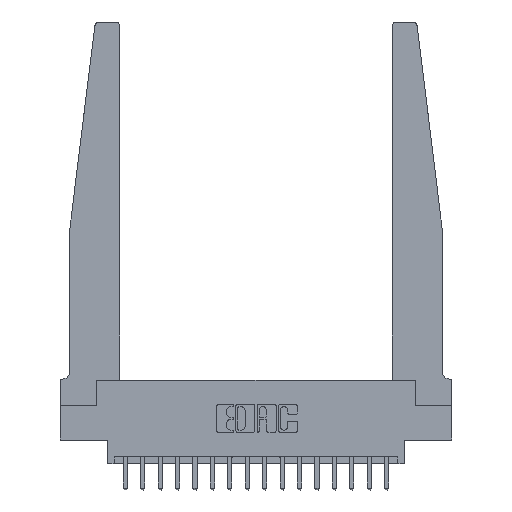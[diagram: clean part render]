
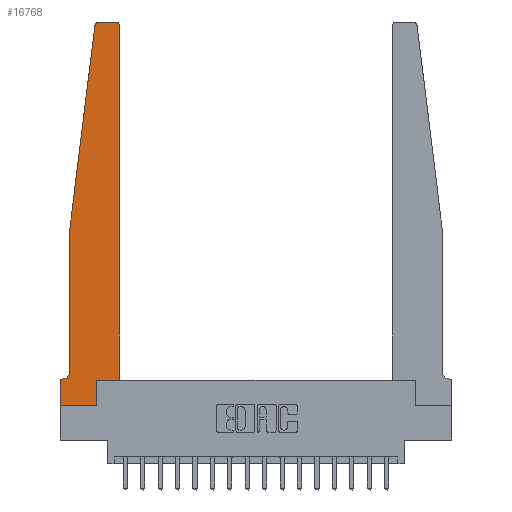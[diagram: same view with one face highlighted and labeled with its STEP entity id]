
A CAD part, top view. The second image highlights one B-rep face of the part: STEP entity #16768.
In plain terms, the highlighted planar face has unit normal (0, 0, 1).
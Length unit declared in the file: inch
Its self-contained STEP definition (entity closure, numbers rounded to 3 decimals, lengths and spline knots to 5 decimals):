
#251 = EDGE_CURVE ( 'NONE', #14440, #9289, #1494, .T. ) ;
#290 = EDGE_CURVE ( 'NONE', #4752, #11537, #2163, .T. ) ;
#764 = EDGE_CURVE ( 'NONE', #11474, #11732, #7311, .T. ) ;
#810 = DIRECTION ( 'NONE',  ( 0., 0., 1. ) ) ;
#1104 = CARTESIAN_POINT ( 'NONE',  ( 0.065, 1.25, 0.37 ) ) ;
#1242 = CARTESIAN_POINT ( 'NONE',  ( 0.425, 0.18, 0.37 ) ) ;
#1265 = CIRCLE ( 'NONE', #4147, 0.03 ) ;
#1411 = ORIENTED_EDGE ( 'NONE', *, *, #19003, .T. ) ;
#1467 = LINE ( 'NONE', #16387, #6758 ) ;
#1494 = LINE ( 'NONE', #1104, #5967 ) ;
#1524 = VECTOR ( 'NONE', #15125, 39.37008 ) ;
#1930 = CARTESIAN_POINT ( 'NONE',  ( 0.015, 0.1875, 0.37 ) ) ;
#1932 = VECTOR ( 'NONE', #7492, 39.37008 ) ;
#2163 = CIRCLE ( 'NONE', #7544, 0.05 ) ;
#2530 = ORIENTED_EDGE ( 'NONE', *, *, #10856, .T. ) ;
#2620 = DIRECTION ( 'NONE',  ( 1., 0., 0. ) ) ;
#2872 = VECTOR ( 'NONE', #19250, 39.37008 ) ;
#2898 = CARTESIAN_POINT ( 'NONE',  ( 0.24675, 2.72367, 0.37 ) ) ;
#3109 = CARTESIAN_POINT ( 'NONE',  ( 0., 0.1875, 0.37 ) ) ;
#3230 = DIRECTION ( 'NONE',  ( 0., 1., 0. ) ) ;
#3318 = DIRECTION ( 'NONE',  ( 1., 0., 0. ) ) ;
#3651 = DIRECTION ( 'NONE',  ( 1., 0., 0. ) ) ;
#4147 = AXIS2_PLACEMENT_3D ( 'NONE', #8293, #810, #3651 ) ;
#4655 = ORIENTED_EDGE ( 'NONE', *, *, #6691, .T. ) ;
#4752 = VERTEX_POINT ( 'NONE', #18589 ) ;
#4791 = CARTESIAN_POINT ( 'NONE',  ( 0., 0., 0.37 ) ) ;
#5175 = DIRECTION ( 'NONE',  ( 0., 0., 1. ) ) ;
#5936 = CARTESIAN_POINT ( 'NONE',  ( 0.425, 2.72, 0.37 ) ) ;
#5967 = VECTOR ( 'NONE', #7236, 39.37008 ) ;
#6084 = EDGE_CURVE ( 'NONE', #19304, #14440, #1265, .T. ) ;
#6103 = LINE ( 'NONE', #7785, #1932 ) ;
#6463 = CARTESIAN_POINT ( 'NONE',  ( 0.395, 2.72, 0.37 ) ) ;
#6543 = ORIENTED_EDGE ( 'NONE', *, *, #10995, .T. ) ;
#6691 = EDGE_CURVE ( 'NONE', #11732, #7351, #19175, .T. ) ;
#6706 = ORIENTED_EDGE ( 'NONE', *, *, #290, .T. ) ;
#6758 = VECTOR ( 'NONE', #14624, 39.37008 ) ;
#7236 = DIRECTION ( 'NONE',  ( -0.122, -0.992, 0. ) ) ;
#7311 = LINE ( 'NONE', #13250, #2872 ) ;
#7351 = VERTEX_POINT ( 'NONE', #12359 ) ;
#7353 = EDGE_CURVE ( 'NONE', #18272, #15408, #6103, .T. ) ;
#7492 = DIRECTION ( 'NONE',  ( 0., -1., 0. ) ) ;
#7544 = AXIS2_PLACEMENT_3D ( 'NONE', #17793, #10342, #16311 ) ;
#7782 = CARTESIAN_POINT ( 'NONE',  ( 0., 0.1875, 0.37 ) ) ;
#7785 = CARTESIAN_POINT ( 'NONE',  ( 0., 0., 0.37 ) ) ;
#8293 = CARTESIAN_POINT ( 'NONE',  ( 0.27653, 2.72, 0.37 ) ) ;
#8792 = ORIENTED_EDGE ( 'NONE', *, *, #6084, .T. ) ;
#9052 = CARTESIAN_POINT ( 'NONE',  ( 0.065, 0.1875, 0.37 ) ) ;
#9289 = VERTEX_POINT ( 'NONE', #19099 ) ;
#9958 = CARTESIAN_POINT ( 'NONE',  ( 0.27653, 2.75, 0.37 ) ) ;
#10215 = AXIS2_PLACEMENT_3D ( 'NONE', #7782, #5175, #3318 ) ;
#10342 = DIRECTION ( 'NONE',  ( 0., 0., -1. ) ) ;
#10665 = DIRECTION ( 'NONE',  ( 1., 0., 0. ) ) ;
#10856 = EDGE_CURVE ( 'NONE', #9289, #4752, #1467, .T. ) ;
#10995 = EDGE_CURVE ( 'NONE', #12715, #18606, #13838, .T. ) ;
#11474 = VERTEX_POINT ( 'NONE', #1242 ) ;
#11537 = VERTEX_POINT ( 'NONE', #1930 ) ;
#11720 = CARTESIAN_POINT ( 'NONE',  ( 0.25, 2.75, 0.37 ) ) ;
#11732 = VERTEX_POINT ( 'NONE', #5936 ) ;
#12359 = CARTESIAN_POINT ( 'NONE',  ( 0.395, 2.75, 0.37 ) ) ;
#12426 = DIRECTION ( 'NONE',  ( 1., 0., 0. ) ) ;
#12645 = EDGE_CURVE ( 'NONE', #18606, #11474, #14796, .T. ) ;
#12660 = ORIENTED_EDGE ( 'NONE', *, *, #16211, .T. ) ;
#12705 = PLANE ( 'NONE',  #10215 ) ;
#12715 = VERTEX_POINT ( 'NONE', #16744 ) ;
#12767 = VECTOR ( 'NONE', #10665, 39.37008 ) ;
#13250 = CARTESIAN_POINT ( 'NONE',  ( 0.425, 0.18, 0.37 ) ) ;
#13373 = ORIENTED_EDGE ( 'NONE', *, *, #12645, .T. ) ;
#13634 = CARTESIAN_POINT ( 'NONE',  ( 0.2605, 0.18, 0.37 ) ) ;
#13798 = CARTESIAN_POINT ( 'NONE',  ( 0., 0., 0.37 ) ) ;
#13838 = LINE ( 'NONE', #15204, #17689 ) ;
#13897 = LINE ( 'NONE', #13798, #12767 ) ;
#14283 = DIRECTION ( 'NONE',  ( -1., 0., 0. ) ) ;
#14440 = VERTEX_POINT ( 'NONE', #2898 ) ;
#14469 = LINE ( 'NONE', #11720, #18412 ) ;
#14624 = DIRECTION ( 'NONE',  ( 0., -1., 0. ) ) ;
#14796 = LINE ( 'NONE', #16064, #15849 ) ;
#15007 = ORIENTED_EDGE ( 'NONE', *, *, #764, .T. ) ;
#15125 = DIRECTION ( 'NONE',  ( -1., 0., 0. ) ) ;
#15204 = CARTESIAN_POINT ( 'NONE',  ( 0.2605, 0.18, 0.37 ) ) ;
#15408 = VERTEX_POINT ( 'NONE', #4791 ) ;
#15708 = EDGE_CURVE ( 'NONE', #7351, #19304, #14469, .T. ) ;
#15836 = EDGE_LOOP ( 'NONE', ( #16620, #8792, #17741, #2530, #6706, #12660, #18984, #1411, #6543, #13373, #15007, #4655 ) ) ;
#15849 = VECTOR ( 'NONE', #2620, 39.37008 ) ;
#16064 = CARTESIAN_POINT ( 'NONE',  ( 0.425, 0.18, 0.37 ) ) ;
#16211 = EDGE_CURVE ( 'NONE', #11537, #18272, #16292, .T. ) ;
#16292 = LINE ( 'NONE', #9052, #1524 ) ;
#16311 = DIRECTION ( 'NONE',  ( -1., 0., 0. ) ) ;
#16387 = CARTESIAN_POINT ( 'NONE',  ( 0.065, 1.25, 0.37 ) ) ;
#16620 = ORIENTED_EDGE ( 'NONE', *, *, #15708, .T. ) ;
#16744 = CARTESIAN_POINT ( 'NONE',  ( 0.2605, 0., 0.37 ) ) ;
#16768 = ADVANCED_FACE ( 'NONE', ( #18809 ), #12705, .T. ) ;
#17216 = DIRECTION ( 'NONE',  ( 0., 0., 1. ) ) ;
#17689 = VECTOR ( 'NONE', #3230, 39.37008 ) ;
#17741 = ORIENTED_EDGE ( 'NONE', *, *, #251, .T. ) ;
#17793 = CARTESIAN_POINT ( 'NONE',  ( 0.015, 0.2375, 0.37 ) ) ;
#17918 = AXIS2_PLACEMENT_3D ( 'NONE', #6463, #17216, #12426 ) ;
#18272 = VERTEX_POINT ( 'NONE', #3109 ) ;
#18412 = VECTOR ( 'NONE', #14283, 39.37008 ) ;
#18589 = CARTESIAN_POINT ( 'NONE',  ( 0.065, 0.2375, 0.37 ) ) ;
#18606 = VERTEX_POINT ( 'NONE', #13634 ) ;
#18809 = FACE_OUTER_BOUND ( 'NONE', #15836, .T. ) ;
#18984 = ORIENTED_EDGE ( 'NONE', *, *, #7353, .T. ) ;
#19003 = EDGE_CURVE ( 'NONE', #15408, #12715, #13897, .T. ) ;
#19099 = CARTESIAN_POINT ( 'NONE',  ( 0.065, 1.25, 0.37 ) ) ;
#19175 = CIRCLE ( 'NONE', #17918, 0.03 ) ;
#19250 = DIRECTION ( 'NONE',  ( 0., 1., 0. ) ) ;
#19304 = VERTEX_POINT ( 'NONE', #9958 ) ;
